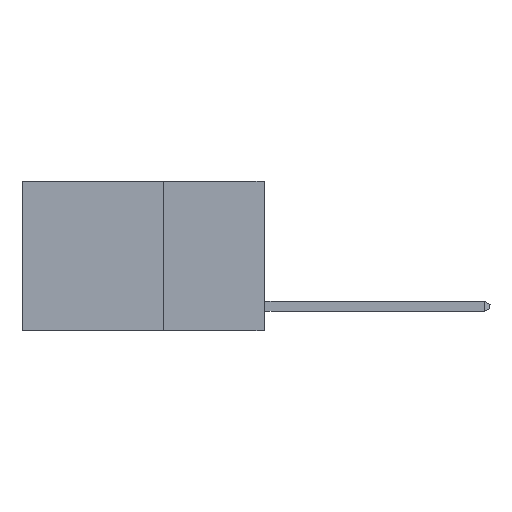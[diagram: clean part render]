
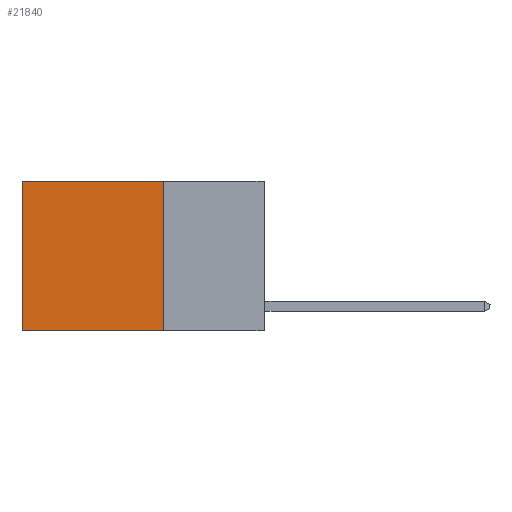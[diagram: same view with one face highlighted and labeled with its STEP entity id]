
A CAD part, left-side view. The second image highlights one B-rep face of the part: STEP entity #21840.
In plain terms, the highlighted planar face has unit normal (-1, 0, 0).
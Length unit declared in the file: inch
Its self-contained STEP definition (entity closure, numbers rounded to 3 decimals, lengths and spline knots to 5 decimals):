
#569 = CARTESIAN_POINT ( 'NONE',  ( 0.2625, 0.25, 0. ) ) ;
#2399 = EDGE_CURVE ( 'NONE', #14751, #26365, #22890, .T. ) ;
#3153 = LINE ( 'NONE', #21336, #13216 ) ;
#3215 = CARTESIAN_POINT ( 'NONE',  ( 0.2625, 0.6, -0.37 ) ) ;
#3301 = CARTESIAN_POINT ( 'NONE',  ( 0.2625, 0.25, 0. ) ) ;
#3483 = EDGE_CURVE ( 'NONE', #22820, #26365, #12917, .T. ) ;
#6737 = VECTOR ( 'NONE', #27348, 39.37008 ) ;
#6887 = ORIENTED_EDGE ( 'NONE', *, *, #7403, .F. ) ;
#7240 = LINE ( 'NONE', #569, #20211 ) ;
#7403 = EDGE_CURVE ( 'NONE', #8548, #22820, #3153, .T. ) ;
#7449 = DIRECTION ( 'NONE',  ( 0., 0., -1. ) ) ;
#8548 = VERTEX_POINT ( 'NONE', #3301 ) ;
#9149 = CARTESIAN_POINT ( 'NONE',  ( 0.2625, 0.6, 0. ) ) ;
#9677 = FACE_OUTER_BOUND ( 'NONE', #24070, .T. ) ;
#9910 = VECTOR ( 'NONE', #26761, 39.37008 ) ;
#10167 = ORIENTED_EDGE ( 'NONE', *, *, #23996, .T. ) ;
#10896 = CARTESIAN_POINT ( 'NONE',  ( 0.2625, 0.25, -0.37 ) ) ;
#12917 = LINE ( 'NONE', #17702, #9910 ) ;
#13216 = VECTOR ( 'NONE', #16868, 39.37008 ) ;
#13893 = DIRECTION ( 'NONE',  ( 1., 0., 0. ) ) ;
#14751 = VERTEX_POINT ( 'NONE', #24125 ) ;
#16228 = DIRECTION ( 'NONE',  ( 0., 1., 0. ) ) ;
#16416 = AXIS2_PLACEMENT_3D ( 'NONE', #18814, #13893, #7449 ) ;
#16868 = DIRECTION ( 'NONE',  ( 0., 0., -1. ) ) ;
#17702 = CARTESIAN_POINT ( 'NONE',  ( 0.2625, 0.25, -0.37 ) ) ;
#18814 = CARTESIAN_POINT ( 'NONE',  ( 0.2625, 0.25, 0. ) ) ;
#20211 = VECTOR ( 'NONE', #16228, 39.37008 ) ;
#20460 = ORIENTED_EDGE ( 'NONE', *, *, #3483, .F. ) ;
#20893 = PLANE ( 'NONE',  #16416 ) ;
#21336 = CARTESIAN_POINT ( 'NONE',  ( 0.2625, 0.25, 0. ) ) ;
#21592 = ORIENTED_EDGE ( 'NONE', *, *, #2399, .T. ) ;
#21840 = ADVANCED_FACE ( 'NONE', ( #9677 ), #20893, .F. ) ;
#22820 = VERTEX_POINT ( 'NONE', #10896 ) ;
#22890 = LINE ( 'NONE', #9149, #6737 ) ;
#23996 = EDGE_CURVE ( 'NONE', #8548, #14751, #7240, .T. ) ;
#24070 = EDGE_LOOP ( 'NONE', ( #21592, #20460, #6887, #10167 ) ) ;
#24125 = CARTESIAN_POINT ( 'NONE',  ( 0.2625, 0.6, 0. ) ) ;
#26365 = VERTEX_POINT ( 'NONE', #3215 ) ;
#26761 = DIRECTION ( 'NONE',  ( 0., 1., 0. ) ) ;
#27348 = DIRECTION ( 'NONE',  ( 0., 0., -1. ) ) ;
